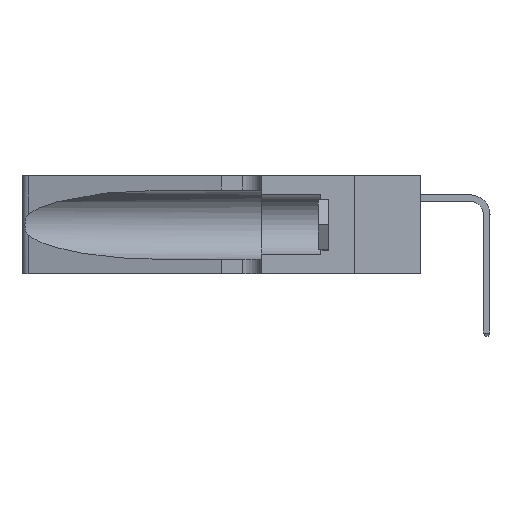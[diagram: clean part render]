
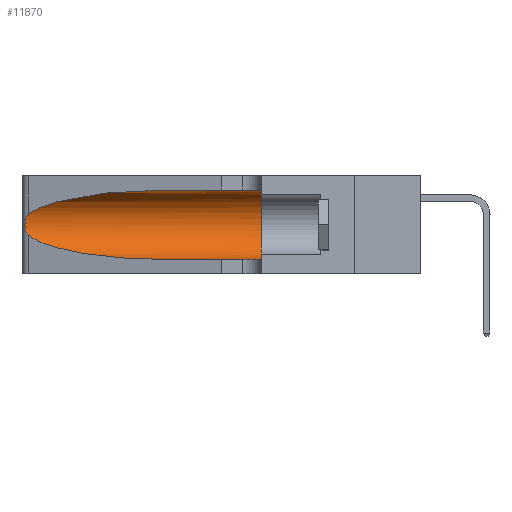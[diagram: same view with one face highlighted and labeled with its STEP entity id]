
A CAD part, left-side view. The second image highlights one B-rep face of the part: STEP entity #11870.
In plain terms, the highlighted cylindrical face has radius 3.308 mm (diameter 6.617 mm), a partial arc.
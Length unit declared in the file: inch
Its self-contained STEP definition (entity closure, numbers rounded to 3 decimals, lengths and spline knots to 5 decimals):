
#470 =( BOUNDED_CURVE ( )  B_SPLINE_CURVE ( 3, ( #40387, #483, #3801, #27165 ),
 .UNSPECIFIED., .F., .T. ) 
 B_SPLINE_CURVE_WITH_KNOTS ( ( 4, 4 ),
 ( 1.5708, 2.84003 ),
 .UNSPECIFIED. ) 
 CURVE ( )  GEOMETRIC_REPRESENTATION_ITEM ( )  RATIONAL_B_SPLINE_CURVE ( ( 1., 0.87, 0.87, 1. ) ) 
 REPRESENTATION_ITEM ( '' )  );
#483 = CARTESIAN_POINT ( 'NONE',  ( 0.18966, 0.96281, 0.31525 ) ) ;
#808 = VERTEX_POINT ( 'NONE', #26516 ) ;
#2021 = VERTEX_POINT ( 'NONE', #30239 ) ;
#2316 = EDGE_CURVE ( 'NONE', #2021, #32495, #32600, .T. ) ;
#3801 = CARTESIAN_POINT ( 'NONE',  ( 0.2373, 1.15595, 0.28018 ) ) ;
#4465 = EDGE_CURVE ( 'NONE', #26956, #2021, #9876, .T. ) ;
#4624 = CARTESIAN_POINT ( 'NONE',  ( 0.25787, 1.23484, 0.2124 ) ) ;
#4787 = DIRECTION ( 'NONE',  ( 0., 0., -1. ) ) ;
#5128 = EDGE_CURVE ( 'NONE', #27916, #32495, #31798, .T. ) ;
#7870 = CARTESIAN_POINT ( 'NONE',  ( 0.2373, 1.15595, 0.08982 ) ) ;
#7989 = CARTESIAN_POINT ( 'NONE',  ( 0.26018, 1.23835, 0.19895 ) ) ;
#8114 = DIRECTION ( 'NONE',  ( 0., 1., 0. ) ) ;
#8187 = B_SPLINE_CURVE_WITH_KNOTS ( 'NONE', 3,
 ( #11233, #41215, #24663, #4624, #28016, #7989, #31359, #11388, #34710, #14729, #38032, #18107, #41355, #21472 ),
 .UNSPECIFIED., .F., .F.,
 ( 4, 2, 2, 2, 2, 2, 4 ),
 ( 0., 0.00027, 0.00053, 0.00107, 0.0016, 0.00187, 0.00214 ),
 .UNSPECIFIED. ) ;
#8332 = ORIENTED_EDGE ( 'NONE', *, *, #40300, .T. ) ;
#9876 =( BOUNDED_CURVE ( )  B_SPLINE_CURVE ( 3, ( #31238, #7870, #17984, #41247 ),
 .UNSPECIFIED., .F., .F. ) 
 B_SPLINE_CURVE_WITH_KNOTS ( ( 4, 4 ),
 ( 3.44316, 4.71239 ),
 .UNSPECIFIED. ) 
 CURVE ( )  GEOMETRIC_REPRESENTATION_ITEM ( )  RATIONAL_B_SPLINE_CURVE ( ( 1., 0.87, 0.87, 1. ) ) 
 REPRESENTATION_ITEM ( '' )  );
#10114 = AXIS2_PLACEMENT_3D ( 'NONE', #34879, #11551, #4787 ) ;
#11233 = CARTESIAN_POINT ( 'NONE',  ( 0.25487, 1.22718, 0.22369 ) ) ;
#11388 = CARTESIAN_POINT ( 'NONE',  ( 0.26075, 1.23896, 0.178 ) ) ;
#11551 = DIRECTION ( 'NONE',  ( 0., -1., 0. ) ) ;
#11858 = CARTESIAN_POINT ( 'NONE',  ( 0.1305, 1.61858, 0.05475 ) ) ;
#11870 = ADVANCED_FACE ( 'NONE', ( #18594 ), #26407, .F. ) ;
#11967 = AXIS2_PLACEMENT_3D ( 'NONE', #28144, #8114, #31490 ) ;
#14729 = CARTESIAN_POINT ( 'NONE',  ( 0.25856, 1.23593, 0.16098 ) ) ;
#15939 = LINE ( 'NONE', #25597, #32632 ) ;
#16613 = EDGE_LOOP ( 'NONE', ( #8332, #37228, #40757, #38737, #18961, #31456 ) ) ;
#17984 = CARTESIAN_POINT ( 'NONE',  ( 0.18966, 0.96281, 0.05475 ) ) ;
#18107 = CARTESIAN_POINT ( 'NONE',  ( 0.25639, 1.23186, 0.15144 ) ) ;
#18575 = DIRECTION ( 'NONE',  ( 0., -1., 0. ) ) ;
#18594 = FACE_OUTER_BOUND ( 'NONE', #16613, .T. ) ;
#18961 = ORIENTED_EDGE ( 'NONE', *, *, #5128, .F. ) ;
#18996 = VERTEX_POINT ( 'NONE', #25307 ) ;
#19074 = EDGE_CURVE ( 'NONE', #808, #27916, #15939, .T. ) ;
#21472 = CARTESIAN_POINT ( 'NONE',  ( 0.25487, 1.22718, 0.14631 ) ) ;
#24663 = CARTESIAN_POINT ( 'NONE',  ( 0.25639, 1.23184, 0.21858 ) ) ;
#25307 = CARTESIAN_POINT ( 'NONE',  ( 0.25487, 1.22718, 0.22369 ) ) ;
#25597 = CARTESIAN_POINT ( 'NONE',  ( 0.1305, 1.61858, 0.31525 ) ) ;
#26407 = CYLINDRICAL_SURFACE ( 'NONE', #10114, 0.13025 ) ;
#26516 = CARTESIAN_POINT ( 'NONE',  ( 0.1305, 0.72297, 0.31525 ) ) ;
#26956 = VERTEX_POINT ( 'NONE', #29314 ) ;
#27165 = CARTESIAN_POINT ( 'NONE',  ( 0.25487, 1.22718, 0.22369 ) ) ;
#27916 = VERTEX_POINT ( 'NONE', #36945 ) ;
#28016 = CARTESIAN_POINT ( 'NONE',  ( 0.25854, 1.2359, 0.20912 ) ) ;
#28144 = CARTESIAN_POINT ( 'NONE',  ( 0.1305, 0.35, 0.185 ) ) ;
#28790 = EDGE_CURVE ( 'NONE', #18996, #26956, #8187, .T. ) ;
#28955 = DIRECTION ( 'NONE',  ( 0., -1., 0. ) ) ;
#29314 = CARTESIAN_POINT ( 'NONE',  ( 0.25487, 1.22718, 0.14631 ) ) ;
#30239 = CARTESIAN_POINT ( 'NONE',  ( 0.1305, 0.72297, 0.05475 ) ) ;
#31238 = CARTESIAN_POINT ( 'NONE',  ( 0.25487, 1.22718, 0.14631 ) ) ;
#31359 = CARTESIAN_POINT ( 'NONE',  ( 0.26075, 1.23896, 0.19203 ) ) ;
#31456 = ORIENTED_EDGE ( 'NONE', *, *, #19074, .F. ) ;
#31490 = DIRECTION ( 'NONE',  ( 0., 0., 1. ) ) ;
#31798 = CIRCLE ( 'NONE', #11967, 0.13025 ) ;
#32495 = VERTEX_POINT ( 'NONE', #42439 ) ;
#32600 = LINE ( 'NONE', #11858, #40388 ) ;
#32632 = VECTOR ( 'NONE', #28955, 39.37008 ) ;
#34710 = CARTESIAN_POINT ( 'NONE',  ( 0.26017, 1.23833, 0.17102 ) ) ;
#34879 = CARTESIAN_POINT ( 'NONE',  ( 0.1305, 1.61858, 0.185 ) ) ;
#36945 = CARTESIAN_POINT ( 'NONE',  ( 0.1305, 0.35, 0.31525 ) ) ;
#37228 = ORIENTED_EDGE ( 'NONE', *, *, #28790, .T. ) ;
#38032 = CARTESIAN_POINT ( 'NONE',  ( 0.25789, 1.23486, 0.15765 ) ) ;
#38737 = ORIENTED_EDGE ( 'NONE', *, *, #2316, .T. ) ;
#40300 = EDGE_CURVE ( 'NONE', #808, #18996, #470, .T. ) ;
#40387 = CARTESIAN_POINT ( 'NONE',  ( 0.1305, 0.72297, 0.31525 ) ) ;
#40388 = VECTOR ( 'NONE', #18575, 39.37008 ) ;
#40757 = ORIENTED_EDGE ( 'NONE', *, *, #4465, .T. ) ;
#41215 = CARTESIAN_POINT ( 'NONE',  ( 0.25555, 1.22994, 0.2215 ) ) ;
#41247 = CARTESIAN_POINT ( 'NONE',  ( 0.1305, 0.72297, 0.05475 ) ) ;
#41355 = CARTESIAN_POINT ( 'NONE',  ( 0.25555, 1.22993, 0.14849 ) ) ;
#42439 = CARTESIAN_POINT ( 'NONE',  ( 0.1305, 0.35, 0.05475 ) ) ;
